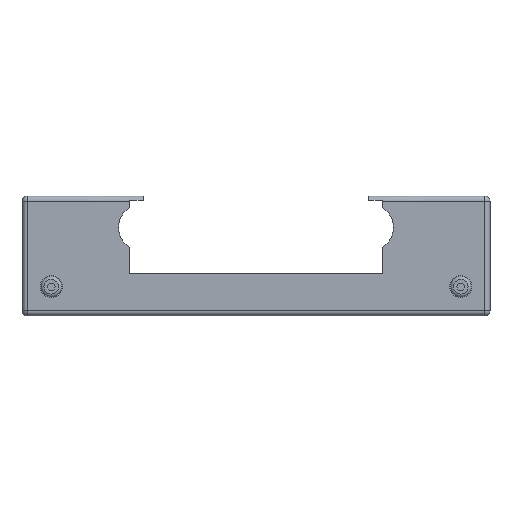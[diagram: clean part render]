
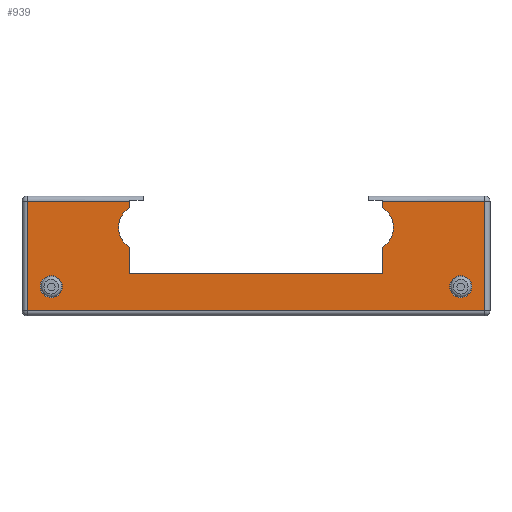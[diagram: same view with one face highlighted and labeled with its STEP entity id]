
A CAD part, top view. The second image highlights one B-rep face of the part: STEP entity #939.
In plain terms, the highlighted planar face has unit normal (0, 0, 1).
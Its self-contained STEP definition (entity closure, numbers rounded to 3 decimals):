
#16=FACE_BOUND('',#322,.T.);
#17=FACE_BOUND('',#323,.T.);
#22=PLANE('',#1034);
#62=LINE('',#1411,#153);
#68=LINE('',#1432,#159);
#70=LINE('',#1435,#161);
#72=LINE('',#1438,#163);
#74=LINE('',#1445,#165);
#76=LINE('',#1451,#167);
#77=LINE('',#1455,#168);
#78=LINE('',#1457,#169);
#79=LINE('',#1459,#170);
#80=LINE('',#1462,#171);
#153=VECTOR('',#1140,10.);
#159=VECTOR('',#1162,10.);
#161=VECTOR('',#1166,10.);
#163=VECTOR('',#1170,10.);
#165=VECTOR('',#1176,10.);
#167=VECTOR('',#1182,10.);
#168=VECTOR('',#1185,10.);
#169=VECTOR('',#1186,10.);
#170=VECTOR('',#1187,10.);
#171=VECTOR('',#1190,10.);
#266=FACE_OUTER_BOUND('',#321,.T.);
#321=EDGE_LOOP('',(#664,#665,#666,#667,#668,#669,#670,#671,#672,#673,#674,
#675));
#322=EDGE_LOOP('',(#676));
#323=EDGE_LOOP('',(#677));
#389=CIRCLE('',#1035,15.995);
#390=CIRCLE('',#1036,15.995);
#391=CIRCLE('',#1037,7.5);
#392=CIRCLE('',#1038,7.5);
#406=VERTEX_POINT('',#1370);
#411=VERTEX_POINT('',#1383);
#416=VERTEX_POINT('',#1396);
#421=VERTEX_POINT('',#1409);
#425=VERTEX_POINT('',#1419);
#431=VERTEX_POINT('',#1444);
#433=VERTEX_POINT('',#1450);
#434=VERTEX_POINT('',#1452);
#435=VERTEX_POINT('',#1454);
#436=VERTEX_POINT('',#1456);
#437=VERTEX_POINT('',#1458);
#438=VERTEX_POINT('',#1460);
#439=VERTEX_POINT('',#1463);
#440=VERTEX_POINT('',#1465);
#504=EDGE_CURVE('',#421,#416,#62,.T.);
#515=EDGE_CURVE('',#416,#425,#68,.T.);
#517=EDGE_CURVE('',#425,#411,#70,.T.);
#519=EDGE_CURVE('',#411,#406,#72,.T.);
#522=EDGE_CURVE('',#406,#431,#74,.T.);
#525=EDGE_CURVE('',#433,#421,#76,.T.);
#526=EDGE_CURVE('',#434,#433,#389,.T.);
#527=EDGE_CURVE('',#435,#434,#77,.T.);
#528=EDGE_CURVE('',#436,#435,#78,.T.);
#529=EDGE_CURVE('',#437,#436,#79,.T.);
#530=EDGE_CURVE('',#438,#437,#390,.T.);
#531=EDGE_CURVE('',#431,#438,#80,.T.);
#532=EDGE_CURVE('',#439,#439,#391,.T.);
#533=EDGE_CURVE('',#440,#440,#392,.T.);
#664=ORIENTED_EDGE('',*,*,#522,.F.);
#665=ORIENTED_EDGE('',*,*,#519,.F.);
#666=ORIENTED_EDGE('',*,*,#517,.F.);
#667=ORIENTED_EDGE('',*,*,#515,.F.);
#668=ORIENTED_EDGE('',*,*,#504,.F.);
#669=ORIENTED_EDGE('',*,*,#525,.F.);
#670=ORIENTED_EDGE('',*,*,#526,.F.);
#671=ORIENTED_EDGE('',*,*,#527,.F.);
#672=ORIENTED_EDGE('',*,*,#528,.F.);
#673=ORIENTED_EDGE('',*,*,#529,.F.);
#674=ORIENTED_EDGE('',*,*,#530,.F.);
#675=ORIENTED_EDGE('',*,*,#531,.F.);
#676=ORIENTED_EDGE('',*,*,#532,.T.);
#677=ORIENTED_EDGE('',*,*,#533,.T.);
#939=ADVANCED_FACE('',(#266,#16,#17),#22,.T.);
#1034=AXIS2_PLACEMENT_3D('',#1449,#1180,#1181);
#1035=AXIS2_PLACEMENT_3D('',#1453,#1183,#1184);
#1036=AXIS2_PLACEMENT_3D('',#1461,#1188,#1189);
#1037=AXIS2_PLACEMENT_3D('',#1464,#1191,#1192);
#1038=AXIS2_PLACEMENT_3D('',#1466,#1193,#1194);
#1140=DIRECTION('',(1.,0.,0.));
#1162=DIRECTION('',(0.,-1.,0.));
#1166=DIRECTION('',(-1.,0.,0.));
#1170=DIRECTION('',(0.,1.,0.));
#1176=DIRECTION('',(1.,0.,0.));
#1180=DIRECTION('center_axis',(0.,0.,1.));
#1181=DIRECTION('ref_axis',(1.,0.,0.));
#1182=DIRECTION('',(0.,1.,0.));
#1183=DIRECTION('center_axis',(0.,0.,1.));
#1184=DIRECTION('ref_axis',(-0.531,0.847,0.));
#1185=DIRECTION('',(0.,1.,0.));
#1186=DIRECTION('',(1.,0.,0.));
#1187=DIRECTION('',(0.,-1.,0.));
#1188=DIRECTION('center_axis',(0.,0.,1.));
#1189=DIRECTION('ref_axis',(0.531,-0.847,0.));
#1190=DIRECTION('',(0.,-1.,0.));
#1191=DIRECTION('center_axis',(0.,0.,-1.));
#1192=DIRECTION('ref_axis',(-1.,0.,0.));
#1193=DIRECTION('center_axis',(0.,0.,-1.));
#1194=DIRECTION('ref_axis',(-1.,0.,0.));
#1370=CARTESIAN_POINT('',(-156.5,37.5,12.));
#1383=CARTESIAN_POINT('',(-156.5,-37.5,12.));
#1396=CARTESIAN_POINT('',(156.5,37.5,12.));
#1409=CARTESIAN_POINT('',(86.5,37.5,12.));
#1411=CARTESIAN_POINT('',(38.5,37.5,12.));
#1419=CARTESIAN_POINT('',(156.5,-37.5,12.));
#1432=CARTESIAN_POINT('',(156.5,17.408,12.));
#1435=CARTESIAN_POINT('',(0.,-37.5,12.));
#1438=CARTESIAN_POINT('',(-156.5,-23.592,12.));
#1444=CARTESIAN_POINT('',(-86.5,37.5,12.));
#1445=CARTESIAN_POINT('',(-80.,37.5,12.));
#1449=CARTESIAN_POINT('Origin',(0.,-6.184,
12.));
#1450=CARTESIAN_POINT('',(86.5,33.05,12.));
#1451=CARTESIAN_POINT('',(86.5,38.,12.));
#1452=CARTESIAN_POINT('',(86.5,5.95,12.));
#1453=CARTESIAN_POINT('Origin',(78.,19.5,12.));
#1454=CARTESIAN_POINT('',(86.5,-12.,12.));
#1455=CARTESIAN_POINT('',(86.5,5.95,12.));
#1456=CARTESIAN_POINT('',(-86.5,-12.,12.));
#1457=CARTESIAN_POINT('',(86.5,-12.,12.));
#1458=CARTESIAN_POINT('',(-86.5,5.95,12.));
#1459=CARTESIAN_POINT('',(-86.5,-12.,12.));
#1460=CARTESIAN_POINT('',(-86.5,33.05,12.));
#1461=CARTESIAN_POINT('Origin',(-78.,19.5,12.));
#1462=CARTESIAN_POINT('',(-86.5,33.05,12.));
#1463=CARTESIAN_POINT('',(147.5,-21.,12.));
#1464=CARTESIAN_POINT('Origin',(140.,-21.,12.));
#1465=CARTESIAN_POINT('',(-132.5,-21.,12.));
#1466=CARTESIAN_POINT('Origin',(-140.,-21.,12.));
